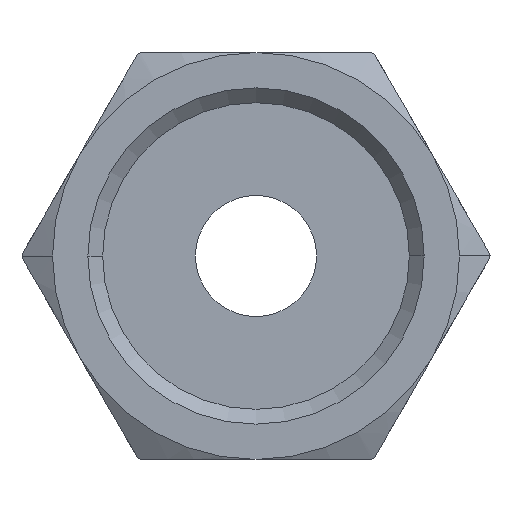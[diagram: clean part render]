
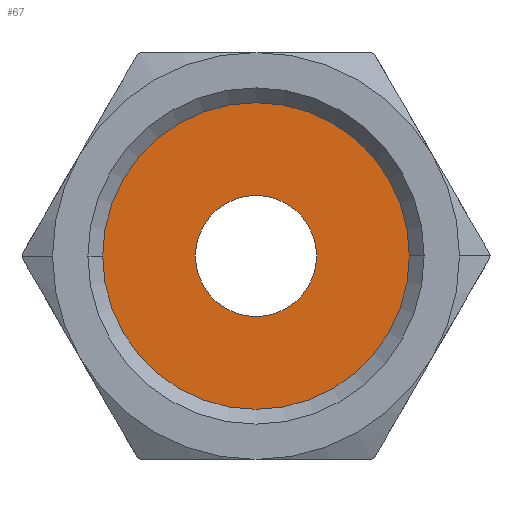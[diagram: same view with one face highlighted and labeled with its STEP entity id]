
A CAD part, front view. The second image highlights one B-rep face of the part: STEP entity #67.
In plain terms, the highlighted planar face has unit normal (0, -1, 0).
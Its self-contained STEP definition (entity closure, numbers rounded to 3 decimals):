
#67=ADVANCED_FACE('',(#149,#150),#151,.F.);
#149=FACE_BOUND('',#275,.T.);
#150=FACE_OUTER_BOUND('',#276,.T.);
#151=PLANE('',#277);
#275=EDGE_LOOP('',(#516,#517));
#276=EDGE_LOOP('',(#518,#519));
#277=AXIS2_PLACEMENT_3D('',#520,#521,#522);
#516=ORIENTED_EDGE('',*,*,#896,.T.);
#517=ORIENTED_EDGE('',*,*,#895,.T.);
#518=ORIENTED_EDGE('',*,*,#886,.F.);
#519=ORIENTED_EDGE('',*,*,#900,.F.);
#520=CARTESIAN_POINT('',(-6.029,11.5,0.0));
#521=DIRECTION('',(0.,1.0,0.0));
#522=DIRECTION('',(-1.0,0.,0.0));
#886=EDGE_CURVE('',#1078,#1081,#1082,.T.);
#895=EDGE_CURVE('',#1092,#1096,#1098,.T.);
#896=EDGE_CURVE('',#1096,#1092,#1099,.T.);
#900=EDGE_CURVE('',#1081,#1078,#1103,.T.);
#1078=VERTEX_POINT('',#1374);
#1081=VERTEX_POINT('',#1378);
#1082=CIRCLE('',#1379,12.059);
#1092=VERTEX_POINT('',#1392);
#1096=VERTEX_POINT('',#1397);
#1098=CIRCLE('',#1400,4.763);
#1099=CIRCLE('',#1401,4.763);
#1103=CIRCLE('',#1405,12.059);
#1374=CARTESIAN_POINT('',(-12.059,11.5,0.0));
#1378=CARTESIAN_POINT('',(12.059,11.5,0.));
#1379=AXIS2_PLACEMENT_3D('',#1861,#1862,#1863);
#1392=CARTESIAN_POINT('',(4.763,11.5,0.));
#1397=CARTESIAN_POINT('',(-4.763,11.5,0.));
#1400=AXIS2_PLACEMENT_3D('',#1878,#1879,#1880);
#1401=AXIS2_PLACEMENT_3D('',#1881,#1882,#1883);
#1405=AXIS2_PLACEMENT_3D('',#1893,#1894,#1895);
#1861=CARTESIAN_POINT('',(0.,11.5,0.0));
#1862=DIRECTION('',(0.,1.0,0.0));
#1863=DIRECTION('',(-1.0,0.,0.0));
#1878=CARTESIAN_POINT('',(0.0,11.5,0.0));
#1879=DIRECTION('',(0.,1.0,0.0));
#1880=DIRECTION('',(1.0,0.,0.0));
#1881=CARTESIAN_POINT('',(0.0,11.5,0.0));
#1882=DIRECTION('',(0.,1.0,0.0));
#1883=DIRECTION('',(1.0,0.,0.0));
#1893=CARTESIAN_POINT('',(0.,11.5,0.0));
#1894=DIRECTION('',(0.,1.0,0.0));
#1895=DIRECTION('',(-1.0,0.,0.0));
